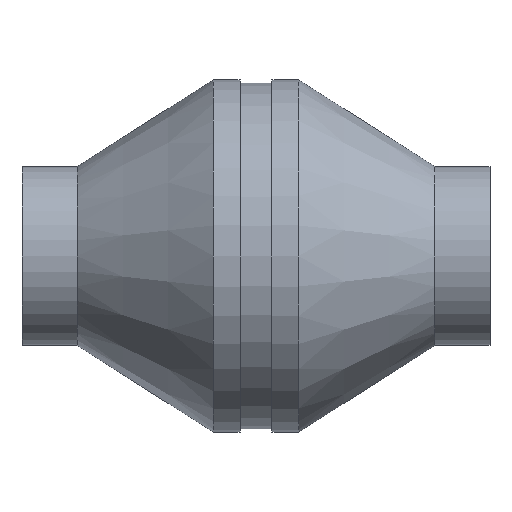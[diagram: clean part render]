
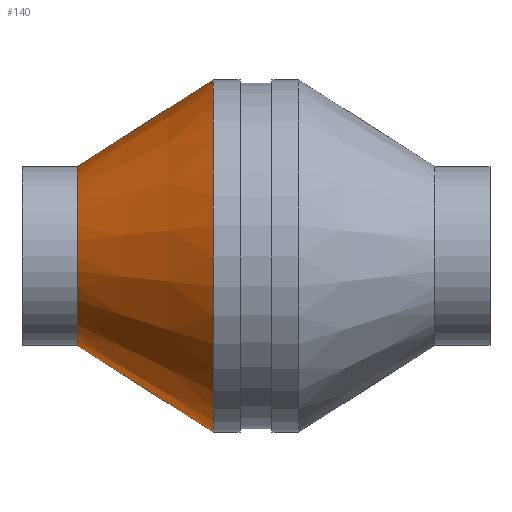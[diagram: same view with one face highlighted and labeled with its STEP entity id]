
A CAD part, left-side view. The second image highlights one B-rep face of the part: STEP entity #140.
In plain terms, the highlighted conical face has half-angle 32.448 degrees and reference radius 128 mm.
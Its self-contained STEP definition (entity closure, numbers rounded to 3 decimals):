
#140 = ADVANCED_FACE( '', ( #307, #308 ), #309, .T. );
#307 = FACE_BOUND( '', #482, .T. );
#308 = FACE_OUTER_BOUND( '', #483, .T. );
#309 = CONICAL_SURFACE( '', #484, 128., 0.566 );
#482 = EDGE_LOOP( '', ( #844 ) );
#483 = EDGE_LOOP( '', ( #845 ) );
#484 = AXIS2_PLACEMENT_3D( '', #846, #847, #848 );
#844 = ORIENTED_EDGE( '', *, *, #1070, .T. );
#845 = ORIENTED_EDGE( '', *, *, #1068, .F. );
#846 = CARTESIAN_POINT( '', ( 0., 200.91, 0. ) );
#847 = DIRECTION( '', ( 0., -1., 0. ) );
#848 = DIRECTION( '', ( 0., 0., -1. ) );
#1068 = EDGE_CURVE( '', #1302, #1302, #1303, .T. );
#1070 = EDGE_CURVE( '', #1305, #1305, #1306, .T. );
#1302 = VERTEX_POINT( '', #1972 );
#1303 = CIRCLE( '', #1973, 128. );
#1305 = VERTEX_POINT( '', #1975 );
#1306 = CIRCLE( '', #1976, 65. );
#1972 = CARTESIAN_POINT( '', ( 0., 200.91, -128. ) );
#1973 = AXIS2_PLACEMENT_3D( '', #2191, #2192, #2193 );
#1975 = CARTESIAN_POINT( '', ( 0., 300., -65. ) );
#1976 = AXIS2_PLACEMENT_3D( '', #2194, #2195, #2196 );
#2191 = CARTESIAN_POINT( '', ( 0., 200.91, 0. ) );
#2192 = DIRECTION( '', ( 0., -1., 0. ) );
#2193 = DIRECTION( '', ( 0., 0., -1. ) );
#2194 = CARTESIAN_POINT( '', ( 0., 300., 0. ) );
#2195 = DIRECTION( '', ( 0., -1., 0. ) );
#2196 = DIRECTION( '', ( 0., 0., -1. ) );
